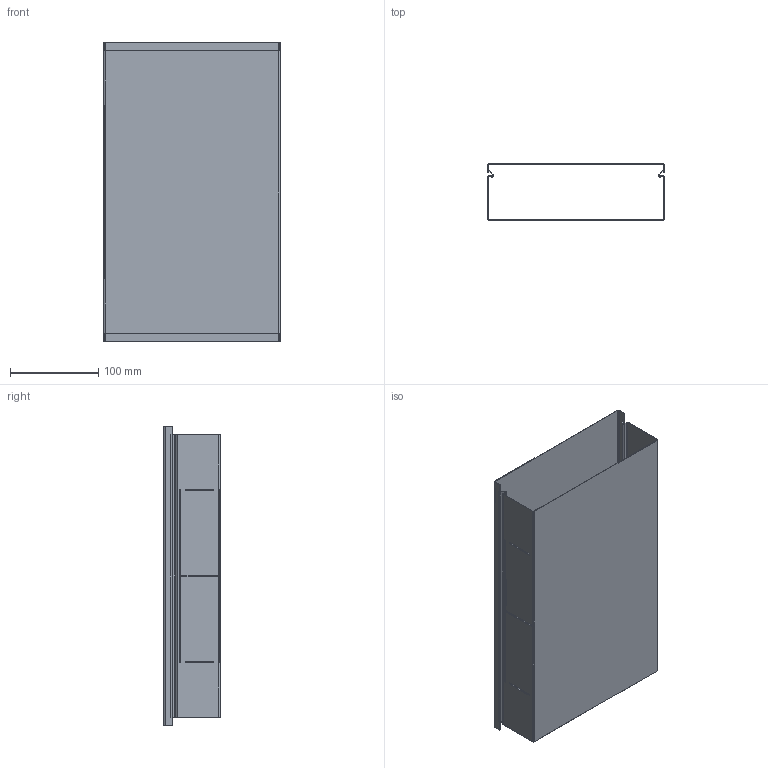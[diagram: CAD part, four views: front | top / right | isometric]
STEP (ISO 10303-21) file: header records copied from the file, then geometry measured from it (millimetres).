
FILE_DESCRIPTION (( 'STEP AP214' ), '1' );
FILE_NAME ('6249736.stp', '2016-10-05T10:56:17', ( '' ), ( '' ), 'SwSTEP 2.0', 'SolidWorks 2014', '' );
FILE_SCHEMA (( 'AUTOMOTIVE_DESIGN' ));
Length unit declared in the file: millimetre
Products named in the file (3): LKM_60200_T_einbauz; Oberteil_1; 6249736
Assembly tree (2 placements, depth 2):
  6249736
    Oberteil_1
    LKM_60200_T_einbauz
Bounding box: 200.05 x 63.7 x 340 mm (x, y, z)
Volume: 132095 mm3; surface area: 354835.3 mm2
Topology: 2 solids, 2 shells, 71 faces, 203 edges, 134 vertices
Faces by surface type: plane 48, cylinder 23
Entity records: 3148 total; most frequent: CARTESIAN_POINT 413, ORIENTED_EDGE 406, DIRECTION 401, EDGE_CURVE 203, VECTOR 157, LINE 157, VERTEX_POINT 134, AXIS2_PLACEMENT_3D 122
